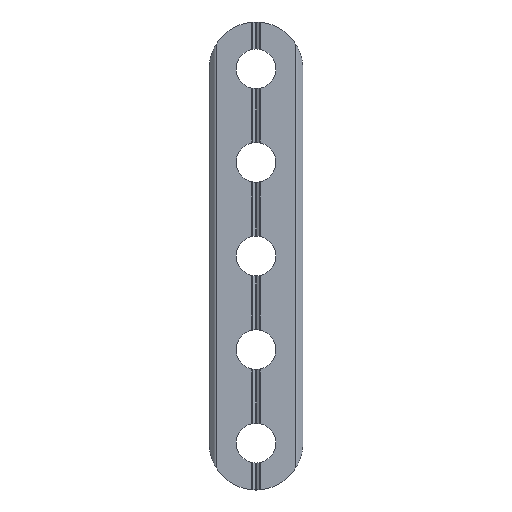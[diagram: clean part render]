
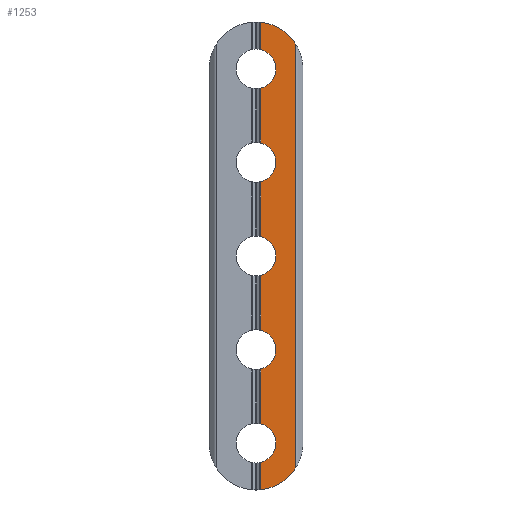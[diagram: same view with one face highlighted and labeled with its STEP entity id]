
A CAD part, front view. The second image highlights one B-rep face of the part: STEP entity #1253.
In plain terms, the highlighted planar face has unit normal (0, -1, 0).
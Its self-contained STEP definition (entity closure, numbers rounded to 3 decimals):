
#43 = EDGE_CURVE ( 'NONE', #1589, #2715, #593, .T. ) ;
#54 = VERTEX_POINT ( 'NONE', #666 ) ;
#59 = EDGE_CURVE ( 'NONE', #2609, #516, #317, .T. ) ;
#86 = VERTEX_POINT ( 'NONE', #3562 ) ;
#89 = CARTESIAN_POINT ( 'NONE',  ( 4.388, 0., 19.981 ) ) ;
#136 = VECTOR ( 'NONE', #2651, 1000. ) ;
#186 = EDGE_CURVE ( 'NONE', #1327, #86, #2737, .T. ) ;
#211 = DIRECTION ( 'NONE',  ( -1., 0., 0. ) ) ;
#317 = LINE ( 'NONE', #1472, #1974 ) ;
#340 = EDGE_CURVE ( 'NONE', #1327, #472, #902, .T. ) ;
#393 = CARTESIAN_POINT ( 'NONE',  ( 4.388, 0., -19.981 ) ) ;
#470 = AXIS2_PLACEMENT_3D ( 'NONE', #1510, #2363, #1772 ) ;
#472 = VERTEX_POINT ( 'NONE', #393 ) ;
#516 = VERTEX_POINT ( 'NONE', #2706 ) ;
#545 = CARTESIAN_POINT ( 'NONE',  ( 4.388, 0., 4. ) ) ;
#593 = LINE ( 'NONE', #3479, #2066 ) ;
#610 = AXIS2_PLACEMENT_3D ( 'NONE', #2961, #1222, #2638 ) ;
#624 = EDGE_CURVE ( 'NONE', #3321, #1484, #2956, .T. ) ;
#640 = CIRCLE ( 'NONE', #1127, 4. ) ;
#649 = CARTESIAN_POINT ( 'NONE',  ( 4.388, 0., -17.655 ) ) ;
#666 = CARTESIAN_POINT ( 'NONE',  ( 7.396, 0., 18.113 ) ) ;
#667 = CARTESIAN_POINT ( 'NONE',  ( 4.388, 0., 4. ) ) ;
#812 = CARTESIAN_POINT ( 'NONE',  ( 4.388, 0., 4. ) ) ;
#842 = VERTEX_POINT ( 'NONE', #2918 ) ;
#873 = EDGE_LOOP ( 'NONE', ( #1176, #2220, #2073, #2570, #1372, #1242, #1362, #2374, #2915, #1853, #973, #1646, #3283, #1716 ) ) ;
#902 = LINE ( 'NONE', #545, #3435 ) ;
#907 = DIRECTION ( 'NONE',  ( -1., 0., 0. ) ) ;
#965 = FACE_OUTER_BOUND ( 'NONE', #873, .T. ) ;
#973 = ORIENTED_EDGE ( 'NONE', *, *, #43, .T. ) ;
#1103 = AXIS2_PLACEMENT_3D ( 'NONE', #2495, #1626, #1654 ) ;
#1127 = AXIS2_PLACEMENT_3D ( 'NONE', #1644, #1925, #211 ) ;
#1176 = ORIENTED_EDGE ( 'NONE', *, *, #340, .T. ) ;
#1192 = DIRECTION ( 'NONE',  ( 0., 0., 1. ) ) ;
#1198 = CARTESIAN_POINT ( 'NONE',  ( 4.388, 0., -6.345 ) ) ;
#1222 = DIRECTION ( 'NONE',  ( 0., -1., 0. ) ) ;
#1242 = ORIENTED_EDGE ( 'NONE', *, *, #624, .F. ) ;
#1243 = CARTESIAN_POINT ( 'NONE',  ( 4.388, 0., 14.345 ) ) ;
#1253 = ADVANCED_FACE ( 'NONE', ( #965 ), #2030, .F. ) ;
#1327 = VERTEX_POINT ( 'NONE', #649 ) ;
#1347 = DIRECTION ( 'NONE',  ( 0., -1., 0. ) ) ;
#1362 = ORIENTED_EDGE ( 'NONE', *, *, #2660, .T. ) ;
#1372 = ORIENTED_EDGE ( 'NONE', *, *, #1785, .T. ) ;
#1380 = CARTESIAN_POINT ( 'NONE',  ( 4.388, 0., 6.345 ) ) ;
#1388 = AXIS2_PLACEMENT_3D ( 'NONE', #2242, #1347, #2198 ) ;
#1390 = DIRECTION ( 'NONE',  ( 0., 0., -1. ) ) ;
#1421 = DIRECTION ( 'NONE',  ( 0., -1., 0. ) ) ;
#1467 = EDGE_CURVE ( 'NONE', #1869, #2715, #3129, .T. ) ;
#1472 = CARTESIAN_POINT ( 'NONE',  ( 4.388, 0., 4. ) ) ;
#1484 = VERTEX_POINT ( 'NONE', #2470 ) ;
#1510 = CARTESIAN_POINT ( 'NONE',  ( 4., 0., -16. ) ) ;
#1589 = VERTEX_POINT ( 'NONE', #2862 ) ;
#1626 = DIRECTION ( 'NONE',  ( 0., -1., 0. ) ) ;
#1644 = CARTESIAN_POINT ( 'NONE',  ( 4., 0., 16. ) ) ;
#1646 = ORIENTED_EDGE ( 'NONE', *, *, #1467, .F. ) ;
#1654 = DIRECTION ( 'NONE',  ( 0., 0., -1. ) ) ;
#1716 = ORIENTED_EDGE ( 'NONE', *, *, #186, .F. ) ;
#1772 = DIRECTION ( 'NONE',  ( -1., 0., 0. ) ) ;
#1785 = EDGE_CURVE ( 'NONE', #3515, #1484, #3673, .T. ) ;
#1821 = DIRECTION ( 'NONE',  ( 0., 0., -1. ) ) ;
#1853 = ORIENTED_EDGE ( 'NONE', *, *, #2296, .F. ) ;
#1869 = VERTEX_POINT ( 'NONE', #2006 ) ;
#1883 = EDGE_CURVE ( 'NONE', #3515, #54, #640, .T. ) ;
#1925 = DIRECTION ( 'NONE',  ( 0., 1., 0. ) ) ;
#1944 = DIRECTION ( 'NONE',  ( 0., -1., 0. ) ) ;
#1969 = EDGE_CURVE ( 'NONE', #1869, #86, #2599, .T. ) ;
#1974 = VECTOR ( 'NONE', #3456, 1000. ) ;
#2002 = DIRECTION ( 'NONE',  ( 0., 1., 0. ) ) ;
#2006 = CARTESIAN_POINT ( 'NONE',  ( 4.388, 0., -9.655 ) ) ;
#2030 = PLANE ( 'NONE',  #2593 ) ;
#2040 = EDGE_CURVE ( 'NONE', #842, #54, #2825, .T. ) ;
#2066 = VECTOR ( 'NONE', #1821, 1000. ) ;
#2073 = ORIENTED_EDGE ( 'NONE', *, *, #2040, .T. ) ;
#2083 = VERTEX_POINT ( 'NONE', #2692 ) ;
#2198 = DIRECTION ( 'NONE',  ( 0., 0., -1. ) ) ;
#2220 = ORIENTED_EDGE ( 'NONE', *, *, #2821, .T. ) ;
#2242 = CARTESIAN_POINT ( 'NONE',  ( 4., 0., -8. ) ) ;
#2296 = EDGE_CURVE ( 'NONE', #1589, #516, #2555, .T. ) ;
#2333 = VECTOR ( 'NONE', #1192, 1000. ) ;
#2363 = DIRECTION ( 'NONE',  ( 0., -1., 0. ) ) ;
#2374 = ORIENTED_EDGE ( 'NONE', *, *, #3661, .F. ) ;
#2447 = CARTESIAN_POINT ( 'NONE',  ( 4.388, 0., 4. ) ) ;
#2470 = CARTESIAN_POINT ( 'NONE',  ( 4.388, 0., 17.655 ) ) ;
#2495 = CARTESIAN_POINT ( 'NONE',  ( 4., 0., -16. ) ) ;
#2522 = DIRECTION ( 'NONE',  ( 0., 0., -1. ) ) ;
#2538 = VECTOR ( 'NONE', #2522, 1000. ) ;
#2555 = CIRCLE ( 'NONE', #2766, 1.7 ) ;
#2570 = ORIENTED_EDGE ( 'NONE', *, *, #1883, .F. ) ;
#2588 = CARTESIAN_POINT ( 'NONE',  ( 8., 0., 4. ) ) ;
#2593 = AXIS2_PLACEMENT_3D ( 'NONE', #2588, #2002, #907 ) ;
#2599 = LINE ( 'NONE', #667, #136 ) ;
#2609 = VERTEX_POINT ( 'NONE', #1380 ) ;
#2638 = DIRECTION ( 'NONE',  ( 0., 0., -1. ) ) ;
#2651 = DIRECTION ( 'NONE',  ( 0., 0., -1. ) ) ;
#2660 = EDGE_CURVE ( 'NONE', #3321, #2083, #3287, .T. ) ;
#2692 = CARTESIAN_POINT ( 'NONE',  ( 4.388, 0., 9.655 ) ) ;
#2706 = CARTESIAN_POINT ( 'NONE',  ( 4.388, 0., 1.655 ) ) ;
#2715 = VERTEX_POINT ( 'NONE', #1198 ) ;
#2737 = CIRCLE ( 'NONE', #1103, 1.7 ) ;
#2766 = AXIS2_PLACEMENT_3D ( 'NONE', #3645, #1944, #3350 ) ;
#2796 = CIRCLE ( 'NONE', #610, 1.7 ) ;
#2810 = AXIS2_PLACEMENT_3D ( 'NONE', #2837, #1421, #3342 ) ;
#2821 = EDGE_CURVE ( 'NONE', #472, #842, #2890, .T. ) ;
#2825 = LINE ( 'NONE', #3189, #2333 ) ;
#2837 = CARTESIAN_POINT ( 'NONE',  ( 4., 0., 16. ) ) ;
#2862 = CARTESIAN_POINT ( 'NONE',  ( 4.388, 0., -1.655 ) ) ;
#2890 = CIRCLE ( 'NONE', #470, 4. ) ;
#2915 = ORIENTED_EDGE ( 'NONE', *, *, #59, .T. ) ;
#2918 = CARTESIAN_POINT ( 'NONE',  ( 7.396, 0., -18.113 ) ) ;
#2956 = CIRCLE ( 'NONE', #2810, 1.7 ) ;
#2961 = CARTESIAN_POINT ( 'NONE',  ( 4., 0., 8. ) ) ;
#3129 = CIRCLE ( 'NONE', #1388, 1.7 ) ;
#3189 = CARTESIAN_POINT ( 'NONE',  ( 7.396, 0., 20. ) ) ;
#3283 = ORIENTED_EDGE ( 'NONE', *, *, #1969, .T. ) ;
#3287 = LINE ( 'NONE', #812, #2538 ) ;
#3321 = VERTEX_POINT ( 'NONE', #1243 ) ;
#3342 = DIRECTION ( 'NONE',  ( 0., 0., -1. ) ) ;
#3350 = DIRECTION ( 'NONE',  ( 0., 0., -1. ) ) ;
#3394 = VECTOR ( 'NONE', #3556, 1000. ) ;
#3435 = VECTOR ( 'NONE', #1390, 1000. ) ;
#3456 = DIRECTION ( 'NONE',  ( 0., 0., -1. ) ) ;
#3479 = CARTESIAN_POINT ( 'NONE',  ( 4.388, 0., 4. ) ) ;
#3515 = VERTEX_POINT ( 'NONE', #89 ) ;
#3556 = DIRECTION ( 'NONE',  ( 0., 0., -1. ) ) ;
#3562 = CARTESIAN_POINT ( 'NONE',  ( 4.388, 0., -14.345 ) ) ;
#3645 = CARTESIAN_POINT ( 'NONE',  ( 4., 0., 0. ) ) ;
#3661 = EDGE_CURVE ( 'NONE', #2609, #2083, #2796, .T. ) ;
#3673 = LINE ( 'NONE', #2447, #3394 ) ;
